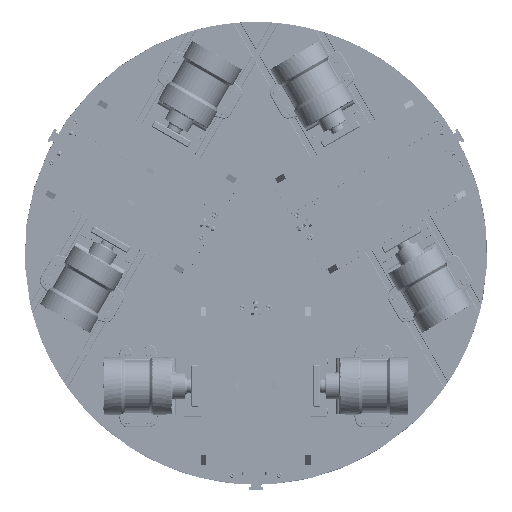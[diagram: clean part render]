
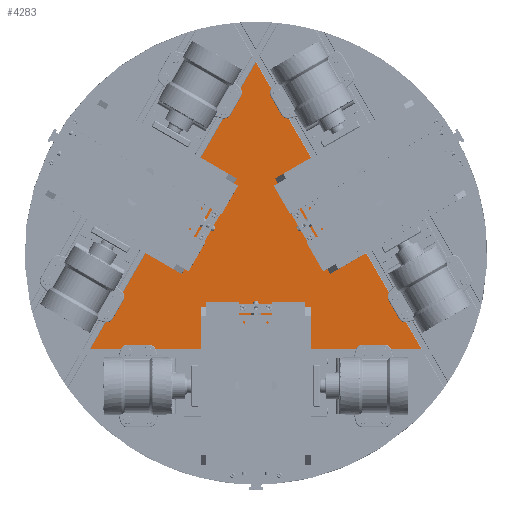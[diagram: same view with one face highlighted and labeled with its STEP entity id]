
A CAD part, top view. The second image highlights one B-rep face of the part: STEP entity #4283.
In plain terms, the highlighted planar face has unit normal (0, 0, 1).
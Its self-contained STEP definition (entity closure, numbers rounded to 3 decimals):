
#355=CARTESIAN_POINT('',(99.226,112.136,12.));
#356=VERTEX_POINT('',#355);
#357=CARTESIAN_POINT('',(97.976,114.301,12.));
#358=DIRECTION('',(0.0,0.0,-1.));
#359=DIRECTION('',(0.5,-0.866,0.0));
#360=AXIS2_PLACEMENT_3D('',#357,#358,#359);
#361=CIRCLE('',#360,2.5);
#362=EDGE_CURVE('',#356,#356,#361,.T.);
#608=CARTESIAN_POINT('',(-146.726,29.864,12.));
#609=VERTEX_POINT('',#608);
#610=CARTESIAN_POINT('',(-147.976,27.699,12.));
#611=DIRECTION('',(0.0,0.0,-1.));
#612=DIRECTION('',(0.5,0.866,0.0));
#613=AXIS2_PLACEMENT_3D('',#610,#611,#612);
#614=CIRCLE('',#613,2.5);
#615=EDGE_CURVE('',#609,#609,#614,.T.);
#861=CARTESIAN_POINT('',(146.726,29.864,12.));
#862=VERTEX_POINT('',#861);
#863=CARTESIAN_POINT('',(147.976,27.699,12.));
#864=DIRECTION('',(0.0,0.0,-1.0));
#865=DIRECTION('',(-0.5,0.866,0.0));
#866=AXIS2_PLACEMENT_3D('',#863,#864,#865);
#867=CIRCLE('',#866,2.5);
#868=EDGE_CURVE('',#862,#862,#867,.T.);
#1082=CARTESIAN_POINT('',(-99.226,112.136,12.));
#1083=VERTEX_POINT('',#1082);
#1084=CARTESIAN_POINT('',(-97.976,114.301,12.));
#1085=DIRECTION('',(0.0,0.0,-1.));
#1086=DIRECTION('',(-0.5,-0.866,0.0));
#1087=AXIS2_PLACEMENT_3D('',#1084,#1085,#1086);
#1088=CIRCLE('',#1087,2.5);
#1089=EDGE_CURVE('',#1083,#1083,#1088,.T.);
#1455=CARTESIAN_POINT('',(47.5,-142.0,12.));
#1456=VERTEX_POINT('',#1455);
#1457=CARTESIAN_POINT('',(50.0,-142.0,12.));
#1458=DIRECTION('',(0.0,0.0,-1.0));
#1459=DIRECTION('',(-1.0,0.0,0.0));
#1460=AXIS2_PLACEMENT_3D('',#1457,#1458,#1459);
#1461=CIRCLE('',#1460,2.5);
#1462=EDGE_CURVE('',#1456,#1456,#1461,.T.);
#1708=CARTESIAN_POINT('',(-47.5,-142.0,12.));
#1709=VERTEX_POINT('',#1708);
#1710=CARTESIAN_POINT('',(-50.0,-142.0,12.));
#1711=DIRECTION('',(0.0,0.0,-1.0));
#1712=DIRECTION('',(1.0,0.0,0.0));
#1713=AXIS2_PLACEMENT_3D('',#1710,#1711,#1712);
#1714=CIRCLE('',#1713,2.5);
#1715=EDGE_CURVE('',#1709,#1709,#1714,.T.);
#1812=CARTESIAN_POINT('',(89.275,79.371,12.));
#1813=VERTEX_POINT('',#1812);
#1814=CARTESIAN_POINT('',(87.575,82.316,12.));
#1815=DIRECTION('',(0.0,0.0,-1.));
#1816=DIRECTION('',(0.5,-0.866,0.0));
#1817=AXIS2_PLACEMENT_3D('',#1814,#1815,#1816);
#1818=CIRCLE('',#1817,3.4);
#1819=EDGE_CURVE('',#1813,#1813,#1818,.T.);
#1840=CARTESIAN_POINT('',(-113.375,37.629,12.));
#1841=VERTEX_POINT('',#1840);
#1842=CARTESIAN_POINT('',(-115.075,34.684,12.));
#1843=DIRECTION('',(0.0,0.0,-1.0));
#1844=DIRECTION('',(0.5,0.866,0.0));
#1845=AXIS2_PLACEMENT_3D('',#1842,#1843,#1844);
#1846=CIRCLE('',#1845,3.4);
#1847=EDGE_CURVE('',#1841,#1841,#1846,.T.);
#1868=CARTESIAN_POINT('',(113.375,37.629,12.));
#1869=VERTEX_POINT('',#1868);
#1870=CARTESIAN_POINT('',(115.075,34.684,12.));
#1871=DIRECTION('',(0.0,0.0,-1.0));
#1872=DIRECTION('',(-0.5,0.866,0.0));
#1873=AXIS2_PLACEMENT_3D('',#1870,#1871,#1872);
#1874=CIRCLE('',#1873,3.4);
#1875=EDGE_CURVE('',#1869,#1869,#1874,.T.);
#1896=CARTESIAN_POINT('',(-89.275,79.371,12.));
#1897=VERTEX_POINT('',#1896);
#1898=CARTESIAN_POINT('',(-87.575,82.316,12.));
#1899=DIRECTION('',(0.0,0.0,-1.));
#1900=DIRECTION('',(-0.5,-0.866,0.0));
#1901=AXIS2_PLACEMENT_3D('',#1898,#1899,#1900);
#1902=CIRCLE('',#1901,3.4);
#1903=EDGE_CURVE('',#1897,#1897,#1902,.T.);
#1924=CARTESIAN_POINT('',(24.1,-117.,12.));
#1925=VERTEX_POINT('',#1924);
#1926=CARTESIAN_POINT('',(27.5,-117.,12.));
#1927=DIRECTION('',(0.0,0.0,-1.0));
#1928=DIRECTION('',(-1.0,0.0,0.0));
#1929=AXIS2_PLACEMENT_3D('',#1926,#1927,#1928);
#1930=CIRCLE('',#1929,3.4);
#1931=EDGE_CURVE('',#1925,#1925,#1930,.T.);
#1952=CARTESIAN_POINT('',(-24.1,-117.,12.));
#1953=VERTEX_POINT('',#1952);
#1954=CARTESIAN_POINT('',(-27.5,-117.,12.));
#1955=DIRECTION('',(0.0,0.0,-1.0));
#1956=DIRECTION('',(1.0,0.0,0.0));
#1957=AXIS2_PLACEMENT_3D('',#1954,#1955,#1956);
#1958=CIRCLE('',#1957,3.4);
#1959=EDGE_CURVE('',#1953,#1953,#1958,.T.);
#1997=CARTESIAN_POINT('',(148.286,97.16,12.));
#1998=VERTEX_POINT('',#1997);
#1999=CARTESIAN_POINT('',(153.286,88.5,12.));
#2000=DIRECTION('',(0.0,0.0,-1.));
#2001=DIRECTION('',(-0.5,0.866,0.0));
#2002=AXIS2_PLACEMENT_3D('',#1999,#2000,#2001);
#2003=CIRCLE('',#2002,10.0);
#2004=EDGE_CURVE('',#1998,#1998,#2003,.T.);
#2065=CARTESIAN_POINT('',(-158.286,79.84,12.));
#2066=VERTEX_POINT('',#2065);
#2067=CARTESIAN_POINT('',(-153.286,88.5,12.));
#2068=DIRECTION('',(0.0,0.0,-1.));
#2069=DIRECTION('',(-0.5,-0.866,0.0));
#2070=AXIS2_PLACEMENT_3D('',#2067,#2068,#2069);
#2071=CIRCLE('',#2070,10.0);
#2072=EDGE_CURVE('',#2066,#2066,#2071,.T.);
#2269=CARTESIAN_POINT('',(10.0,-177.,12.));
#2270=VERTEX_POINT('',#2269);
#2271=CARTESIAN_POINT('',(0.0,-177.,12.));
#2272=DIRECTION('',(0.0,0.0,-1.0));
#2273=DIRECTION('',(1.0,0.0,0.0));
#2274=AXIS2_PLACEMENT_3D('',#2271,#2272,#2273);
#2275=CIRCLE('',#2274,10.0);
#2276=EDGE_CURVE('',#2270,#2270,#2275,.T.);
#4183=CARTESIAN_POINT('',(0.,406.,12.));
#4184=VERTEX_POINT('',#4183);
#4191=CARTESIAN_POINT('',(351.606,-203.0,12.));
#4192=VERTEX_POINT('',#4191);
#4193=CARTESIAN_POINT('',(0.,406.,12.));
#4194=DIRECTION('',(0.5,-0.866,0.0));
#4195=VECTOR('',#4194,703.213);
#4196=LINE('',#4193,#4195);
#4197=EDGE_CURVE('',#4184,#4192,#4196,.T.);
#4216=CARTESIAN_POINT('',(0.0,0.0,12.));
#4217=DIRECTION('',(0.0,0.0,-1.0));
#4218=DIRECTION('',(-1.0,0.0,0.0));
#4219=AXIS2_PLACEMENT_3D('',#4216,#4217,#4218);
#4220=PLANE('',#4219);
#4221=ORIENTED_EDGE('',*,*,#4197,.F.);
#4222=CARTESIAN_POINT('',(-351.606,-203.0,12.));
#4223=VERTEX_POINT('',#4222);
#4224=CARTESIAN_POINT('',(-351.606,-203.,12.));
#4225=DIRECTION('',(0.5,0.866,0.0));
#4226=VECTOR('',#4225,703.213);
#4227=LINE('',#4224,#4226);
#4228=EDGE_CURVE('',#4223,#4184,#4227,.T.);
#4229=ORIENTED_EDGE('',*,*,#4228,.F.);
#4230=CARTESIAN_POINT('',(351.606,-203.0,12.));
#4231=DIRECTION('',(-1.0,0.0,0.0));
#4232=VECTOR('',#4231,703.213);
#4233=LINE('',#4230,#4232);
#4234=EDGE_CURVE('',#4192,#4223,#4233,.T.);
#4235=ORIENTED_EDGE('',*,*,#4234,.F.);
#4236=EDGE_LOOP('',(#4221,#4229,#4235));
#4237=FACE_OUTER_BOUND('',#4236,.T.);
#4238=ORIENTED_EDGE('',*,*,#362,.T.);
#4239=EDGE_LOOP('',(#4238));
#4240=FACE_BOUND('',#4239,.T.);
#4241=ORIENTED_EDGE('',*,*,#615,.T.);
#4242=EDGE_LOOP('',(#4241));
#4243=FACE_BOUND('',#4242,.T.);
#4244=ORIENTED_EDGE('',*,*,#868,.T.);
#4245=EDGE_LOOP('',(#4244));
#4246=FACE_BOUND('',#4245,.T.);
#4247=ORIENTED_EDGE('',*,*,#1089,.T.);
#4248=EDGE_LOOP('',(#4247));
#4249=FACE_BOUND('',#4248,.T.);
#4250=ORIENTED_EDGE('',*,*,#1462,.T.);
#4251=EDGE_LOOP('',(#4250));
#4252=FACE_BOUND('',#4251,.T.);
#4253=ORIENTED_EDGE('',*,*,#1715,.T.);
#4254=EDGE_LOOP('',(#4253));
#4255=FACE_BOUND('',#4254,.T.);
#4256=ORIENTED_EDGE('',*,*,#1819,.T.);
#4257=EDGE_LOOP('',(#4256));
#4258=FACE_BOUND('',#4257,.T.);
#4259=ORIENTED_EDGE('',*,*,#1847,.T.);
#4260=EDGE_LOOP('',(#4259));
#4261=FACE_BOUND('',#4260,.T.);
#4262=ORIENTED_EDGE('',*,*,#1875,.T.);
#4263=EDGE_LOOP('',(#4262));
#4264=FACE_BOUND('',#4263,.T.);
#4265=ORIENTED_EDGE('',*,*,#1903,.T.);
#4266=EDGE_LOOP('',(#4265));
#4267=FACE_BOUND('',#4266,.T.);
#4268=ORIENTED_EDGE('',*,*,#1931,.T.);
#4269=EDGE_LOOP('',(#4268));
#4270=FACE_BOUND('',#4269,.T.);
#4271=ORIENTED_EDGE('',*,*,#1959,.T.);
#4272=EDGE_LOOP('',(#4271));
#4273=FACE_BOUND('',#4272,.T.);
#4274=ORIENTED_EDGE('',*,*,#2004,.T.);
#4275=EDGE_LOOP('',(#4274));
#4276=FACE_BOUND('',#4275,.T.);
#4277=ORIENTED_EDGE('',*,*,#2072,.T.);
#4278=EDGE_LOOP('',(#4277));
#4279=FACE_BOUND('',#4278,.T.);
#4280=ORIENTED_EDGE('',*,*,#2276,.T.);
#4281=EDGE_LOOP('',(#4280));
#4282=FACE_BOUND('',#4281,.T.);
#4283=ADVANCED_FACE('',(#4237,#4240,#4243,#4246,#4249,#4252,#4255,#4258,#4261,#4264,#4267,#4270,#4273,#4276,#4279,#4282),#4220,.F.);
